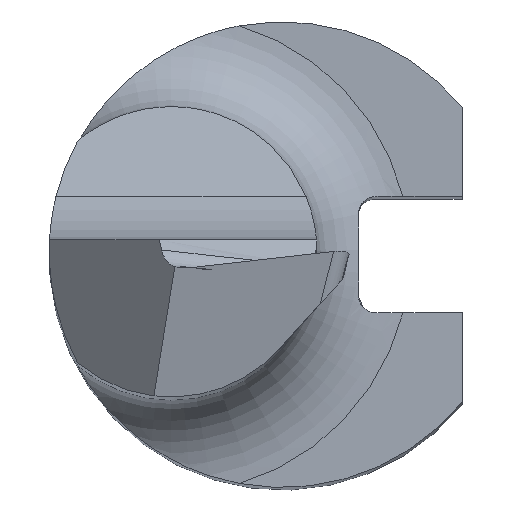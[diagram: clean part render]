
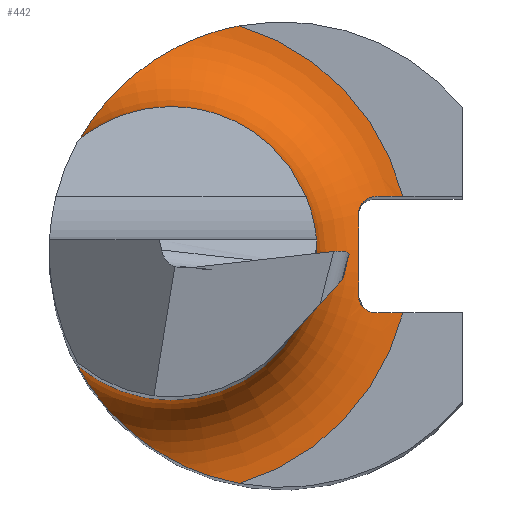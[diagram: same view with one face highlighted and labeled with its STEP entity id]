
A CAD part, top view. The second image highlights one B-rep face of the part: STEP entity #442.
In plain terms, the highlighted toroidal (fillet/blend) face has major radius 2.05 mm and minor radius 0.8 mm.
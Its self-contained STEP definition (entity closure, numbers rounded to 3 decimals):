
#3 = CARTESIAN_POINT ( 'NONE',  ( -1.156, -1.64, 13.854 ) ) ;
#8 = B_SPLINE_CURVE_WITH_KNOTS ( 'NONE', 3,
 ( #742, #1098, #487, #828, #41, #287, #655, #102, #362, #472, #187, #1070 ),
 .UNSPECIFIED., .F., .F.,
 ( 4, 2, 2, 2, 2, 4 ),
 ( 0., 0., 0.001, 0.001, 0.002, 0.002 ),
 .UNSPECIFIED. ) ;
#15 = AXIS2_PLACEMENT_3D ( 'NONE', #595, #90, #733 ) ;
#41 = CARTESIAN_POINT ( 'NONE',  ( -1.644, 1.141, 14.19 ) ) ;
#45 = EDGE_CURVE ( 'NONE', #1133, #1073, #418, .T. ) ;
#52 = CARTESIAN_POINT ( 'NONE',  ( 0.806, -0.5, 13.783 ) ) ;
#65 = EDGE_CURVE ( 'NONE', #170, #663, #619, .T. ) ;
#90 = DIRECTION ( 'NONE',  ( 0., 0., -1. ) ) ;
#100 = CARTESIAN_POINT ( 'NONE',  ( -1.758, -0.954, 14.463 ) ) ;
#102 = CARTESIAN_POINT ( 'NONE',  ( -1.156, 1.641, 13.854 ) ) ;
#120 = CARTESIAN_POINT ( 'NONE',  ( 0.657, 0.391, 13.856 ) ) ;
#125 = VERTEX_POINT ( 'NONE', #549 ) ;
#130 = CARTESIAN_POINT ( 'NONE',  ( 0.806, 0.5, 13.783 ) ) ;
#132 = ORIENTED_EDGE ( 'NONE', *, *, #847, .F. ) ;
#138 = B_SPLINE_CURVE_WITH_KNOTS ( 'NONE', 3,
 ( #800, #542, #207, #912, #3, #1062, #266, #628, #979, #185, #100, #819 ),
 .UNSPECIFIED., .F., .F.,
 ( 4, 2, 2, 2, 2, 4 ),
 ( 0., 0.001, 0.001, 0.002, 0.002, 0.002 ),
 .UNSPECIFIED. ) ;
#149 = EDGE_CURVE ( 'NONE', #1023, #1081, #138, .T. ) ;
#169 = B_SPLINE_CURVE_WITH_KNOTS ( 'NONE', 3,
 ( #52, #755, #1109, #228, #1124, #687 ),
 .UNSPECIFIED., .F., .F.,
 ( 4, 2, 4 ),
 ( 0., 0., 0. ),
 .UNSPECIFIED. ) ;
#170 = VERTEX_POINT ( 'NONE', #1005 ) ;
#185 = CARTESIAN_POINT ( 'NONE',  ( -1.738, -0.991, 14.381 ) ) ;
#187 = CARTESIAN_POINT ( 'NONE',  ( -0.54, 1.934, 13.751 ) ) ;
#190 = B_SPLINE_CURVE_WITH_KNOTS ( 'NONE', 3,
 ( #1076, #822, #813, #900, #274 ),
 .UNSPECIFIED., .F., .F.,
 ( 4, 1, 4 ),
 ( 0., 0., 0. ),
 .UNSPECIFIED. ) ;
#207 = CARTESIAN_POINT ( 'NONE',  ( -0.703, -1.88, 13.763 ) ) ;
#228 = CARTESIAN_POINT ( 'NONE',  ( 0.674, -0.43, 13.841 ) ) ;
#243 = EDGE_LOOP ( 'NONE', ( #834, #902, #483, #1013, #1021, #247, #1017, #132, #852, #295 ) ) ;
#247 = ORIENTED_EDGE ( 'NONE', *, *, #435, .F. ) ;
#261 = CARTESIAN_POINT ( 'NONE',  ( 0.658, 0., 13.894 ) ) ;
#266 = CARTESIAN_POINT ( 'NONE',  ( -1.515, -1.313, 14.04 ) ) ;
#274 = CARTESIAN_POINT ( 'NONE',  ( 1.038, 0.5, 13.751 ) ) ;
#287 = CARTESIAN_POINT ( 'NONE',  ( -1.515, 1.314, 14.04 ) ) ;
#295 = ORIENTED_EDGE ( 'NONE', *, *, #722, .T. ) ;
#326 = CARTESIAN_POINT ( 'NONE',  ( -0.95, 0., 14.551 ) ) ;
#352 = DIRECTION ( 'NONE',  ( 0., 0., -1. ) ) ;
#357 = CARTESIAN_POINT ( 'NONE',  ( 0.999, -0.5, 13.751 ) ) ;
#362 = CARTESIAN_POINT ( 'NONE',  ( -1.013, 1.733, 13.814 ) ) ;
#388 = CARTESIAN_POINT ( 'NONE',  ( 1.038, -0.5, 13.751 ) ) ;
#393 = CARTESIAN_POINT ( 'NONE',  ( -0.368, -1.966, 13.751 ) ) ;
#400 = DIRECTION ( 'NONE',  ( -1., 0., 0. ) ) ;
#413 = TOROIDAL_SURFACE ( 'NONE', #15, 2.05, 0.8 ) ;
#418 = B_SPLINE_CURVE_WITH_KNOTS ( 'NONE', 3,
 ( #795, #899, #623, #357, #728 ),
 .UNSPECIFIED., .F., .F.,
 ( 4, 1, 4 ),
 ( 0., 0., 0. ),
 .UNSPECIFIED. ) ;
#426 = FACE_OUTER_BOUND ( 'NONE', #243, .T. ) ;
#433 = CARTESIAN_POINT ( 'NONE',  ( -0.95, 0., 13.751 ) ) ;
#435 = EDGE_CURVE ( 'NONE', #1081, #467, #444, .T. ) ;
#442 = ADVANCED_FACE ( 'NONE', ( #426 ), #413, .F. ) ;
#444 = CIRCLE ( 'NONE', #594, 1.25 ) ;
#456 = CARTESIAN_POINT ( 'NONE',  ( 0.658, -0.233, 13.876 ) ) ;
#467 = VERTEX_POINT ( 'NONE', #484 ) ;
#472 = CARTESIAN_POINT ( 'NONE',  ( -0.703, 1.88, 13.763 ) ) ;
#483 = ORIENTED_EDGE ( 'NONE', *, *, #917, .T. ) ;
#484 = CARTESIAN_POINT ( 'NONE',  ( -1.758, 0.954, 14.551 ) ) ;
#487 = CARTESIAN_POINT ( 'NONE',  ( -1.738, 0.991, 14.382 ) ) ;
#533 = DIRECTION ( 'NONE',  ( 0., 0., 1. ) ) ;
#536 = CIRCLE ( 'NONE', #880, 2.05 ) ;
#542 = CARTESIAN_POINT ( 'NONE',  ( -0.54, -1.934, 13.751 ) ) ;
#549 = CARTESIAN_POINT ( 'NONE',  ( 1.038, 0.5, 13.751 ) ) ;
#559 = CARTESIAN_POINT ( 'NONE',  ( 0.657, 0.35, 13.861 ) ) ;
#563 = CARTESIAN_POINT ( 'NONE',  ( -1.758, -0.954, 14.551 ) ) ;
#591 = DIRECTION ( 'NONE',  ( 0., 0., -1. ) ) ;
#594 = AXIS2_PLACEMENT_3D ( 'NONE', #326, #533, #790 ) ;
#595 = CARTESIAN_POINT ( 'NONE',  ( -0.95, 0., 14.551 ) ) ;
#619 = B_SPLINE_CURVE_WITH_KNOTS ( 'NONE', 3,
 ( #994, #904, #261, #456, #1075 ),
 .UNSPECIFIED., .F., .F.,
 ( 4, 1, 4 ),
 ( 0., 0.001, 0.001 ),
 .UNSPECIFIED. ) ;
#623 = CARTESIAN_POINT ( 'NONE',  ( 0.921, -0.5, 13.757 ) ) ;
#628 = CARTESIAN_POINT ( 'NONE',  ( -1.644, -1.142, 14.189 ) ) ;
#655 = CARTESIAN_POINT ( 'NONE',  ( -1.408, 1.43, 13.968 ) ) ;
#663 = VERTEX_POINT ( 'NONE', #677 ) ;
#677 = CARTESIAN_POINT ( 'NONE',  ( 0.657, -0.35, 13.861 ) ) ;
#687 = CARTESIAN_POINT ( 'NONE',  ( 0.657, -0.35, 13.861 ) ) ;
#698 = CIRCLE ( 'NONE', #1079, 2.05 ) ;
#716 = EDGE_CURVE ( 'NONE', #1107, #125, #536, .T. ) ;
#722 = EDGE_CURVE ( 'NONE', #1133, #663, #169, .T. ) ;
#728 = CARTESIAN_POINT ( 'NONE',  ( 1.038, -0.5, 13.751 ) ) ;
#733 = DIRECTION ( 'NONE',  ( -1., 0., 0. ) ) ;
#737 = CARTESIAN_POINT ( 'NONE',  ( 0.728, 0.484, 13.81 ) ) ;
#742 = CARTESIAN_POINT ( 'NONE',  ( -1.758, 0.954, 14.551 ) ) ;
#755 = CARTESIAN_POINT ( 'NONE',  ( 0.766, -0.5, 13.795 ) ) ;
#774 = VERTEX_POINT ( 'NONE', #888 ) ;
#783 = DIRECTION ( 'NONE',  ( -1., 0., 0. ) ) ;
#790 = DIRECTION ( 'NONE',  ( -1., 0., 0. ) ) ;
#795 = CARTESIAN_POINT ( 'NONE',  ( 0.806, -0.5, 13.783 ) ) ;
#800 = CARTESIAN_POINT ( 'NONE',  ( -0.368, -1.966, 13.751 ) ) ;
#813 = CARTESIAN_POINT ( 'NONE',  ( 0.921, 0.5, 13.757 ) ) ;
#819 = CARTESIAN_POINT ( 'NONE',  ( -1.758, -0.954, 14.551 ) ) ;
#822 = CARTESIAN_POINT ( 'NONE',  ( 0.844, 0.5, 13.773 ) ) ;
#824 = CARTESIAN_POINT ( 'NONE',  ( 0.674, 0.43, 13.841 ) ) ;
#828 = CARTESIAN_POINT ( 'NONE',  ( -1.681, 1.085, 14.245 ) ) ;
#834 = ORIENTED_EDGE ( 'NONE', *, *, #65, .F. ) ;
#847 = EDGE_CURVE ( 'NONE', #1073, #1023, #698, .T. ) ;
#852 = ORIENTED_EDGE ( 'NONE', *, *, #45, .F. ) ;
#854 = CARTESIAN_POINT ( 'NONE',  ( -0.95, 0., 13.751 ) ) ;
#880 = AXIS2_PLACEMENT_3D ( 'NONE', #854, #591, #400 ) ;
#888 = CARTESIAN_POINT ( 'NONE',  ( 0.806, 0.5, 13.783 ) ) ;
#899 = CARTESIAN_POINT ( 'NONE',  ( 0.844, -0.5, 13.773 ) ) ;
#900 = CARTESIAN_POINT ( 'NONE',  ( 0.999, 0.5, 13.751 ) ) ;
#902 = ORIENTED_EDGE ( 'NONE', *, *, #1085, .T. ) ;
#904 = CARTESIAN_POINT ( 'NONE',  ( 0.658, 0.233, 13.876 ) ) ;
#910 = B_SPLINE_CURVE_WITH_KNOTS ( 'NONE', 3,
 ( #559, #120, #824, #737, #1093, #130 ),
 .UNSPECIFIED., .F., .F.,
 ( 4, 2, 4 ),
 ( 0., 0., 0. ),
 .UNSPECIFIED. ) ;
#912 = CARTESIAN_POINT ( 'NONE',  ( -1.013, -1.733, 13.814 ) ) ;
#917 = EDGE_CURVE ( 'NONE', #774, #125, #190, .T. ) ;
#940 = CARTESIAN_POINT ( 'NONE',  ( -0.368, 1.966, 13.751 ) ) ;
#979 = CARTESIAN_POINT ( 'NONE',  ( -1.681, -1.085, 14.246 ) ) ;
#994 = CARTESIAN_POINT ( 'NONE',  ( 0.657, 0.35, 13.861 ) ) ;
#1005 = CARTESIAN_POINT ( 'NONE',  ( 0.657, 0.35, 13.861 ) ) ;
#1013 = ORIENTED_EDGE ( 'NONE', *, *, #716, .F. ) ;
#1017 = ORIENTED_EDGE ( 'NONE', *, *, #149, .F. ) ;
#1020 = CARTESIAN_POINT ( 'NONE',  ( 0.806, -0.5, 13.783 ) ) ;
#1021 = ORIENTED_EDGE ( 'NONE', *, *, #1029, .F. ) ;
#1023 = VERTEX_POINT ( 'NONE', #393 ) ;
#1029 = EDGE_CURVE ( 'NONE', #467, #1107, #8, .T. ) ;
#1062 = CARTESIAN_POINT ( 'NONE',  ( -1.406, -1.431, 13.967 ) ) ;
#1070 = CARTESIAN_POINT ( 'NONE',  ( -0.368, 1.966, 13.751 ) ) ;
#1073 = VERTEX_POINT ( 'NONE', #388 ) ;
#1075 = CARTESIAN_POINT ( 'NONE',  ( 0.657, -0.35, 13.861 ) ) ;
#1076 = CARTESIAN_POINT ( 'NONE',  ( 0.806, 0.5, 13.783 ) ) ;
#1079 = AXIS2_PLACEMENT_3D ( 'NONE', #433, #352, #783 ) ;
#1081 = VERTEX_POINT ( 'NONE', #563 ) ;
#1085 = EDGE_CURVE ( 'NONE', #170, #774, #910, .T. ) ;
#1093 = CARTESIAN_POINT ( 'NONE',  ( 0.766, 0.5, 13.795 ) ) ;
#1098 = CARTESIAN_POINT ( 'NONE',  ( -1.758, 0.954, 14.463 ) ) ;
#1107 = VERTEX_POINT ( 'NONE', #940 ) ;
#1109 = CARTESIAN_POINT ( 'NONE',  ( 0.728, -0.484, 13.81 ) ) ;
#1124 = CARTESIAN_POINT ( 'NONE',  ( 0.657, -0.391, 13.856 ) ) ;
#1133 = VERTEX_POINT ( 'NONE', #1020 ) ;
